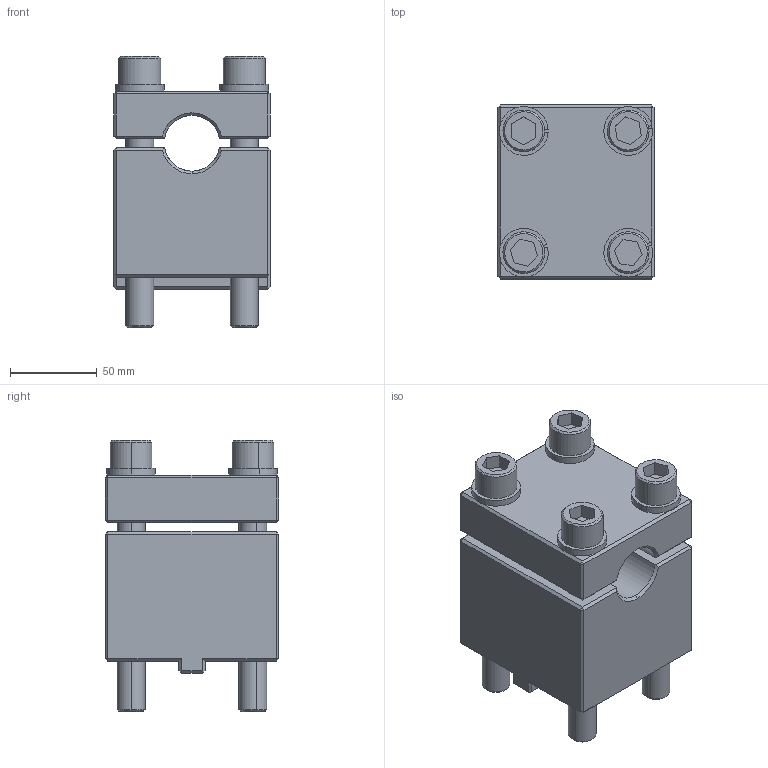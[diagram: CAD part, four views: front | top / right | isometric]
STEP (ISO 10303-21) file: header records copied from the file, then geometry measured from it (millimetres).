
FILE_DESCRIPTION (( 'STEP AP203' ), '1' );
FILE_NAME ('Y472G02-³»±ì®y.STEP', '2023-11-17T03:09:22', ( '' ), ( '' ), 'SwSTEP 2.0', 'SolidWorks 2018', '' );
FILE_SCHEMA (( 'CONFIG_CONTROL_DESIGN' ));
Length unit declared in the file: millimetre
Products named in the file (4): 複製 of SWA16-彈簧墊圈^Y472G02-頂桿座_SWA16; Y472G02-頂桿座; 複製 of SBA16140-六角孔螺栓^Y472G02-頂桿座_SBA16140; 472G02-頂桿座
Assembly tree (9 placements, depth 2):
  Y472G02-頂桿座
    472G02-頂桿座
    複製 of SBA16140-六角孔螺栓^Y472G02-頂桿座_SBA16140  x4
    複製 of SWA16-彈簧墊圈^Y472G02-頂桿座_SWA16  x4
Bounding box: 90 x 100 x 156 mm (x, y, z)
Volume: 898990.9 mm3; surface area: 138132.5 mm2
Topology: 10 solids, 10 shells, 201 faces, 442 edges, 269 vertices
Faces by surface type: plane 128, cylinder 51, cone 22
Entity records: 3957 total; most frequent: DIRECTION 601, CARTESIAN_POINT 594, ORIENTED_EDGE 548, EDGE_CURVE 274, VECTOR 201, LINE 201, AXIS2_PLACEMENT_3D 200, VERTEX_POINT 161
